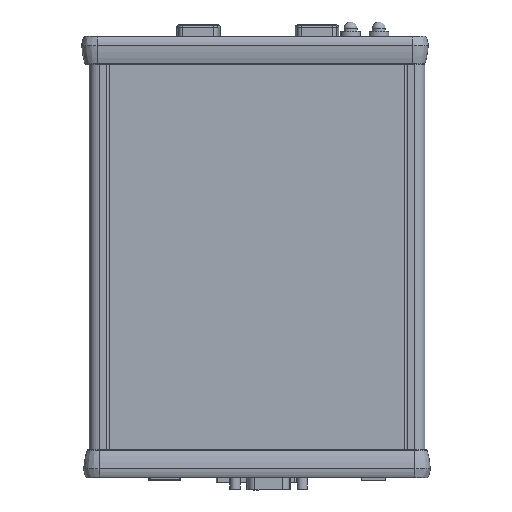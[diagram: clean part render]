
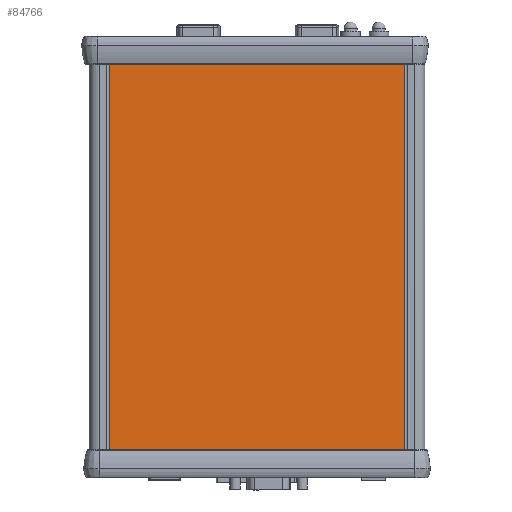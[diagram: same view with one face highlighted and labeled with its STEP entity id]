
A CAD part, front view. The second image highlights one B-rep face of the part: STEP entity #84766.
In plain terms, the highlighted planar face has unit normal (0, -1, 0).
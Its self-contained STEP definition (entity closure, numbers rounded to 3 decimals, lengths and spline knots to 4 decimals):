
#7970=FACE_OUTER_BOUND('',#12635,.T.);
#12635=EDGE_LOOP('',(#71538,#71539,#71540,#71541));
#20265=LINE('',#136789,#29325);
#20562=LINE('',#138177,#29622);
#21185=LINE('',#140458,#30245);
#21186=LINE('',#140460,#30246);
#29325=VECTOR('',#106134,0.3937);
#29622=VECTOR('',#107315,4.3122);
#30245=VECTOR('',#109114,6.2992);
#30246=VECTOR('',#109117,6.2992);
#37422=VERTEX_POINT('',#136786);
#37423=VERTEX_POINT('',#136788);
#37839=VERTEX_POINT('',#138174);
#37840=VERTEX_POINT('',#138176);
#48080=EDGE_CURVE('',#37423,#37422,#20265,.T.);
#48689=EDGE_CURVE('',#37840,#37839,#20562,.T.);
#49539=EDGE_CURVE('',#37423,#37839,#21185,.T.);
#49540=EDGE_CURVE('',#37422,#37840,#21186,.T.);
#71538=ORIENTED_EDGE('',*,*,#48080,.T.);
#71539=ORIENTED_EDGE('',*,*,#49540,.T.);
#71540=ORIENTED_EDGE('',*,*,#48689,.T.);
#71541=ORIENTED_EDGE('',*,*,#49539,.F.);
#76455=PLANE('',#90311);
#84766=ADVANCED_FACE('',(#7970),#76455,.T.);
#90311=AXIS2_PLACEMENT_3D('',#140459,#109115,#109116);
#106134=DIRECTION('',(1.,0.,0.));
#107315=DIRECTION('',(-1.,0.,0.));
#109114=DIRECTION('',(0.,0.,1.));
#109115=DIRECTION('center_axis',(0.,-1.,0.));
#109116=DIRECTION('ref_axis',(0.,0.,
1.));
#109117=DIRECTION('',(0.,0.,1.));
#136786=CARTESIAN_POINT('',(1.2604,-2.0276,0.0984));
#136788=CARTESIAN_POINT('',(-3.0518,-2.0276,0.0984));
#136789=CARTESIAN_POINT('',(0.1824,-2.0276,0.0984));
#138174=CARTESIAN_POINT('',(-3.0518,-2.0276,6.2992));
#138176=CARTESIAN_POINT('',(1.2604,-2.0276,6.2992));
#138177=CARTESIAN_POINT('',(1.2604,-2.0276,6.2992));
#140458=CARTESIAN_POINT('',(-3.0518,-2.0276,0.));
#140459=CARTESIAN_POINT('Origin',(1.2604,-2.0276,0.));
#140460=CARTESIAN_POINT('',(1.2604,-2.0276,0.));
